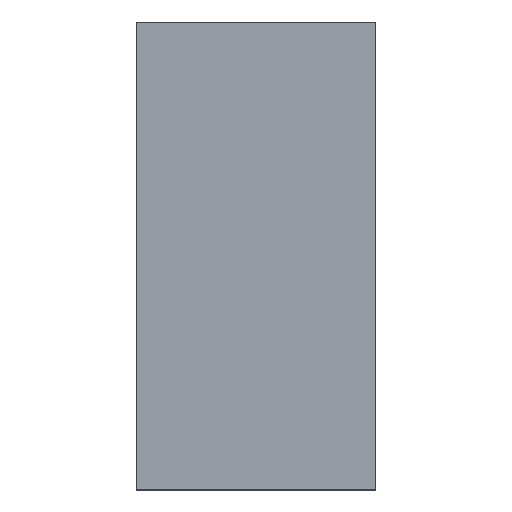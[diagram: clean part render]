
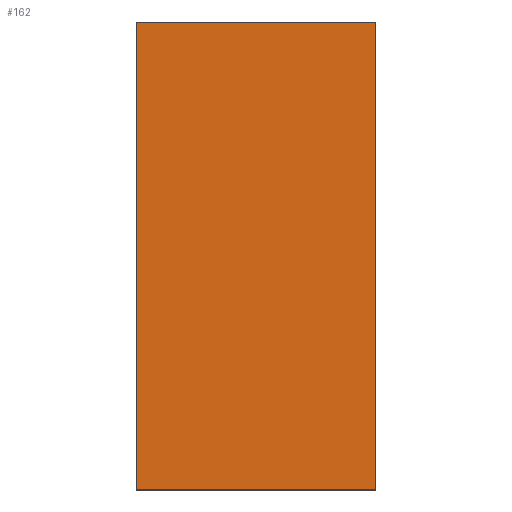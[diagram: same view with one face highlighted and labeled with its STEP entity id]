
A CAD part, top view. The second image highlights one B-rep face of the part: STEP entity #162.
In plain terms, the highlighted planar face has unit normal (0, 0, 1).
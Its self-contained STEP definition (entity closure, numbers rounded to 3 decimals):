
#41=VERTEX_POINT('',#42);
#42=CARTESIAN_POINT('',(0.5,-0.975,0.5));
#48=EDGE_CURVE('',#41,#49,#51,.F.);
#49=VERTEX_POINT('',#50);
#50=CARTESIAN_POINT('',(-0.5,-0.975,0.5));
#51=LINE('',#52,#53);
#52=CARTESIAN_POINT('',(-0.5,-0.975,0.5));
#53=VECTOR('',#54,1.0);
#54=DIRECTION('',(1.0,0.0,0.0));
#79=VERTEX_POINT('',#80);
#80=CARTESIAN_POINT('',(0.5,0.975,0.5));
#86=EDGE_CURVE('',#79,#41,#87,.F.);
#87=LINE('',#88,#89);
#88=CARTESIAN_POINT('',(0.5,-0.975,0.5));
#89=VECTOR('',#90,1.0);
#90=DIRECTION('',(0.0,1.0,0.0));
#110=VERTEX_POINT('',#111);
#111=CARTESIAN_POINT('',(-0.5,0.975,0.5));
#117=EDGE_CURVE('',#110,#79,#118,.F.);
#118=LINE('',#119,#120);
#119=CARTESIAN_POINT('',(0.5,0.975,0.5));
#120=VECTOR('',#121,1.0);
#121=DIRECTION('',(-1.0,0.0,0.0));
#139=EDGE_CURVE('',#49,#110,#140,.F.);
#140=LINE('',#141,#142);
#141=CARTESIAN_POINT('',(-0.5,0.975,0.5));
#142=VECTOR('',#143,1.0);
#143=DIRECTION('',(0.0,-1.0,0.0));
#162=ADVANCED_FACE('',(#163),#169,.T.);
#163=FACE_BOUND('',#164,.T.);
#164=EDGE_LOOP('',(#165,#166,#167,#168));
#165=ORIENTED_EDGE('',*,*,#48,.F.);
#166=ORIENTED_EDGE('',*,*,#86,.F.);
#167=ORIENTED_EDGE('',*,*,#117,.F.);
#168=ORIENTED_EDGE('',*,*,#139,.F.);
#169=PLANE('',#170);
#170=AXIS2_PLACEMENT_3D('',#171,#172,#173);
#171=CARTESIAN_POINT('',(0.,0.0,0.5));
#172=DIRECTION('',(0.0,0.0,1.0));
#173=DIRECTION('',(1.0,0.0,0.0));
